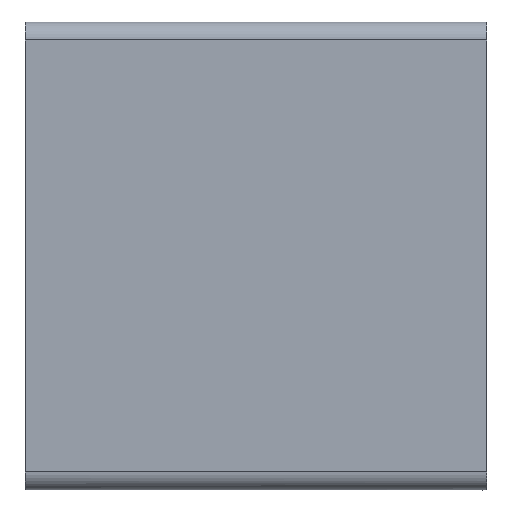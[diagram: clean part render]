
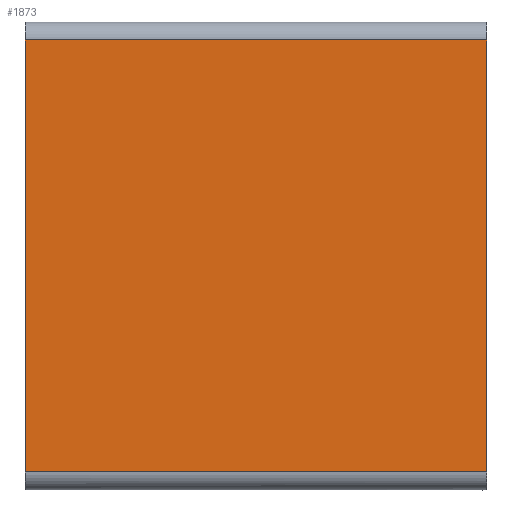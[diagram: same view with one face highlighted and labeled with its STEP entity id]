
A CAD part, left-side view. The second image highlights one B-rep face of the part: STEP entity #1873.
In plain terms, the highlighted planar face has unit normal (-1, 0, 0).
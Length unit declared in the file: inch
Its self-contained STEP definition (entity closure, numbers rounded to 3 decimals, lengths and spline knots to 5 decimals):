
#259=FACE_OUTER_BOUND('',#381,.T.);
#381=EDGE_LOOP('',(#1714,#1715,#1716,#1717));
#431=LINE('',#3237,#542);
#435=LINE('',#3250,#546);
#445=LINE('',#3393,#556);
#493=LINE('',#3886,#604);
#542=VECTOR('',#2337,0.3937);
#546=VECTOR('',#2349,0.3937);
#556=VECTOR('',#2431,0.3937);
#604=VECTOR('',#2687,0.3937);
#804=VERTEX_POINT('',#3234);
#805=VERTEX_POINT('',#3236);
#810=VERTEX_POINT('',#3248);
#837=VERTEX_POINT('',#3392);
#1007=EDGE_CURVE('',#804,#805,#431,.T.);
#1014=EDGE_CURVE('',#810,#804,#435,.T.);
#1053=EDGE_CURVE('',#805,#837,#445,.T.);
#1177=EDGE_CURVE('',#837,#810,#493,.T.);
#1714=ORIENTED_EDGE('',*,*,#1007,.F.);
#1715=ORIENTED_EDGE('',*,*,#1014,.F.);
#1716=ORIENTED_EDGE('',*,*,#1177,.F.);
#1717=ORIENTED_EDGE('',*,*,#1053,.F.);
#1769=PLANE('',#2125);
#1873=ADVANCED_FACE('',(#259),#1769,.T.);
#2125=AXIS2_PLACEMENT_3D('',#3885,#2685,#2686);
#2337=DIRECTION('',(0.,1.,0.));
#2349=DIRECTION('',(0.,0.,-1.));
#2431=DIRECTION('',(0.,0.,1.));
#2685=DIRECTION('center_axis',(-1.,0.,0.));
#2686=DIRECTION('ref_axis',(0.,0.,-1.));
#2687=DIRECTION('',(0.,-1.,0.));
#3234=CARTESIAN_POINT('',(-0.25,-2.961,-2.875));
#3236=CARTESIAN_POINT('',(-0.25,0.244,-2.875));
#3237=CARTESIAN_POINT('',(-0.25,0.,-2.875));
#3248=CARTESIAN_POINT('',(-0.25,-2.961,0.125));
#3250=CARTESIAN_POINT('',(-0.25,-2.961,0.25));
#3392=CARTESIAN_POINT('',(-0.25,0.244,0.125));
#3393=CARTESIAN_POINT('',(-0.25,0.244,-3.));
#3885=CARTESIAN_POINT('Origin',(-0.25,0.,0.25));
#3886=CARTESIAN_POINT('',(-0.25,0.,0.125));
